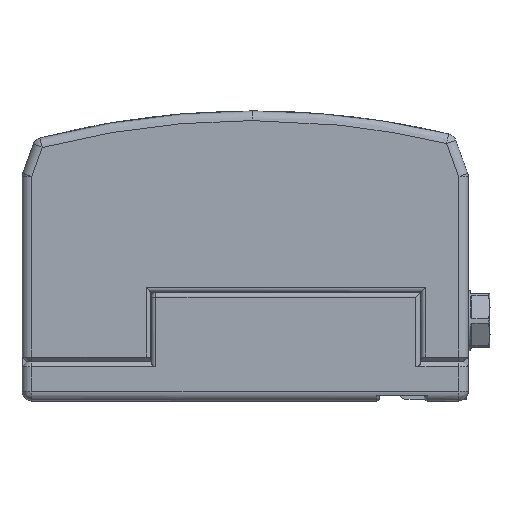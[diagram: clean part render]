
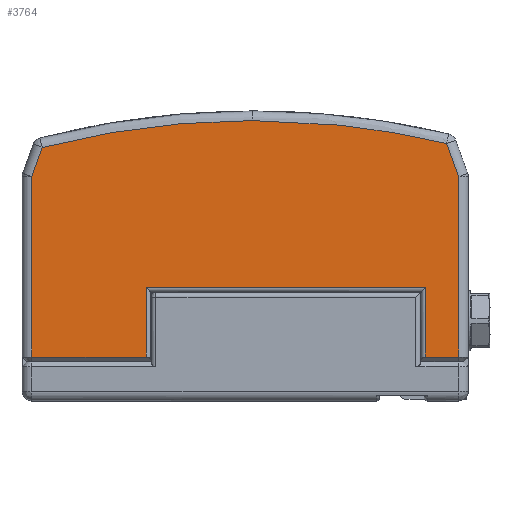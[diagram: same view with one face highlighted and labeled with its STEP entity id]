
A CAD part, front view. The second image highlights one B-rep face of the part: STEP entity #3764.
In plain terms, the highlighted planar face has unit normal (0, -1, 0).
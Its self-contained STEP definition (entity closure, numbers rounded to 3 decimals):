
#320 = CARTESIAN_POINT ( 'NONE',  ( 132.136, 0., 232.5 ) ) ;
#931 = VERTEX_POINT ( 'NONE', #91392 ) ;
#3606 = CARTESIAN_POINT ( 'NONE',  ( 191., 0., 128.695 ) ) ;
#3764 = ADVANCED_FACE ( 'NONE', ( #42496 ), #152803, .T. ) ;
#4521 = ORIENTED_EDGE ( 'NONE', *, *, #30235, .F. ) ;
#4852 = CARTESIAN_POINT ( 'NONE',  ( 362., 0., 186.089 ) ) ;
#9133 = ORIENTED_EDGE ( 'NONE', *, *, #104636, .F. ) ;
#10896 = VERTEX_POINT ( 'NONE', #113510 ) ;
#12224 = DIRECTION ( 'NONE',  ( 0., 0., 1. ) ) ;
#18037 = CARTESIAN_POINT ( 'NONE',  ( 352.021, 0., 213.505 ) ) ;
#19736 = CARTESIAN_POINT ( 'NONE',  ( 8., 0., 186.089 ) ) ;
#23816 = ORIENTED_EDGE ( 'NONE', *, *, #78730, .F. ) ;
#24172 = EDGE_CURVE ( 'NONE', #96885, #113677, #41866, .T. ) ;
#24580 = CARTESIAN_POINT ( 'NONE',  ( 103.134, 0., 128.695 ) ) ;
#26157 = CARTESIAN_POINT ( 'NONE',  ( 245.295, 0., 232.5 ) ) ;
#27027 = CARTESIAN_POINT ( 'NONE',  ( 299.217, 0., 226.139 ) ) ;
#28073 = EDGE_CURVE ( 'NONE', #170388, #61385, #52807, .T. ) ;
#30235 = EDGE_CURVE ( 'NONE', #10896, #150334, #131128, .T. ) ;
#36243 = ORIENTED_EDGE ( 'NONE', *, *, #163030, .T. ) ;
#37471 = CARTESIAN_POINT ( 'NONE',  ( 191., 0., 232.5 ) ) ;
#39321 = LINE ( 'NONE', #135509, #84019 ) ;
#40192 = DIRECTION ( 'NONE',  ( 0., 0., 1. ) ) ;
#41158 = CARTESIAN_POINT ( 'NONE',  ( 352.021, 0., 213.505 ) ) ;
#41866 = LINE ( 'NONE', #118057, #78386 ) ;
#42496 = FACE_OUTER_BOUND ( 'NONE', #129792, .T. ) ;
#43104 = EDGE_CURVE ( 'NONE', #53734, #931, #83447, .T. ) ;
#49611 = CARTESIAN_POINT ( 'NONE',  ( 16.779, 0., 210.21 ) ) ;
#50446 = EDGE_CURVE ( 'NONE', #115043, #96885, #39321, .T. ) ;
#51693 = ORIENTED_EDGE ( 'NONE', *, *, #24172, .T. ) ;
#52807 = LINE ( 'NONE', #24580, #127609 ) ;
#53734 = VERTEX_POINT ( 'NONE', #49611 ) ;
#57947 = ORIENTED_EDGE ( 'NONE', *, *, #28073, .T. ) ;
#59428 = LINE ( 'NONE', #141494, #117618 ) ;
#60086 = AXIS2_PLACEMENT_3D ( 'NONE', #3606, #98896, #109571 ) ;
#61320 = CARTESIAN_POINT ( 'NONE',  ( 16.779, 0., 210.21 ) ) ;
#61385 = VERTEX_POINT ( 'NONE', #87380 ) ;
#62949 = DIRECTION ( 'NONE',  ( 0., 0., -1. ) ) ;
#64174 = CARTESIAN_POINT ( 'NONE',  ( 334.488, 0., 36.5 ) ) ;
#65324 = LINE ( 'NONE', #93561, #79315 ) ;
#68320 = EDGE_CURVE ( 'NONE', #61385, #115043, #59428, .T. ) ;
#68324 = DIRECTION ( 'NONE',  ( 1., 0., 0. ) ) ;
#75421 = CARTESIAN_POINT ( 'NONE',  ( 73.747, 0., 225.03 ) ) ;
#75559 = ORIENTED_EDGE ( 'NONE', *, *, #117448, .F. ) ;
#78386 = VECTOR ( 'NONE', #68324, 1000. ) ;
#78730 = EDGE_CURVE ( 'NONE', #931, #122931, #170590, .T. ) ;
#79315 = VECTOR ( 'NONE', #119201, 1000. ) ;
#79406 = DIRECTION ( 'NONE',  ( 0.342, 0., -0.94 ) ) ;
#83447 =( BOUNDED_CURVE ( )  B_SPLINE_CURVE ( 3, ( #61320, #75421, #320, #37471 ),
 .UNSPECIFIED., .F., .F. ) 
 B_SPLINE_CURVE_WITH_KNOTS ( ( 4, 4 ),
 ( 0., 0.52 ),
 .UNSPECIFIED. ) 
 CURVE ( )  GEOMETRIC_REPRESENTATION_ITEM ( )  RATIONAL_B_SPLINE_CURVE ( ( 1., 0.995, 0.995, 1. ) ) 
 REPRESENTATION_ITEM ( '' )  );
#84019 = VECTOR ( 'NONE', #93131, 1000. ) ;
#84292 = ORIENTED_EDGE ( 'NONE', *, *, #107526, .F. ) ;
#87380 = CARTESIAN_POINT ( 'NONE',  ( 103.134, 0., 93.99 ) ) ;
#91392 = CARTESIAN_POINT ( 'NONE',  ( 191., 0., 232.5 ) ) ;
#93131 = DIRECTION ( 'NONE',  ( 0., 0., -1. ) ) ;
#93561 = CARTESIAN_POINT ( 'NONE',  ( 13.87, 0., 202.217 ) ) ;
#95140 = VECTOR ( 'NONE', #79406, 1000. ) ;
#96057 = ORIENTED_EDGE ( 'NONE', *, *, #68320, .T. ) ;
#96885 = VERTEX_POINT ( 'NONE', #64174 ) ;
#98896 = DIRECTION ( 'NONE',  ( 0., -1., 0. ) ) ;
#99991 = DIRECTION ( 'NONE',  ( 1., 0., 0. ) ) ;
#102618 = VECTOR ( 'NONE', #40192, 1000. ) ;
#104636 = EDGE_CURVE ( 'NONE', #150334, #53734, #65324, .T. ) ;
#105299 = LINE ( 'NONE', #117676, #153436 ) ;
#105981 = LINE ( 'NONE', #128977, #114851 ) ;
#107351 = CARTESIAN_POINT ( 'NONE',  ( 191., 0., 232.5 ) ) ;
#107526 = EDGE_CURVE ( 'NONE', #153383, #113677, #105299, .T. ) ;
#109571 = DIRECTION ( 'NONE',  ( 0., 0., -1. ) ) ;
#113510 = CARTESIAN_POINT ( 'NONE',  ( 8., 0., 36.5 ) ) ;
#113677 = VERTEX_POINT ( 'NONE', #120958 ) ;
#114851 = VECTOR ( 'NONE', #145741, 1000. ) ;
#115043 = VERTEX_POINT ( 'NONE', #147062 ) ;
#117448 = EDGE_CURVE ( 'NONE', #122931, #153383, #119134, .T. ) ;
#117618 = VECTOR ( 'NONE', #99991, 1000. ) ;
#117676 = CARTESIAN_POINT ( 'NONE',  ( 362., 0., 158.098 ) ) ;
#118057 = CARTESIAN_POINT ( 'NONE',  ( 191., 0., 36.5 ) ) ;
#119134 = LINE ( 'NONE', #130618, #95140 ) ;
#119201 = DIRECTION ( 'NONE',  ( 0.342, 0., 0.94 ) ) ;
#120958 = CARTESIAN_POINT ( 'NONE',  ( 362., 0., 36.5 ) ) ;
#122931 = VERTEX_POINT ( 'NONE', #18037 ) ;
#127609 = VECTOR ( 'NONE', #12224, 1000. ) ;
#128977 = CARTESIAN_POINT ( 'NONE',  ( 191., 0., 36.5 ) ) ;
#129792 = EDGE_LOOP ( 'NONE', ( #4521, #36243, #57947, #96057, #135241, #51693, #84292, #75559, #23816, #162626, #9133 ) ) ;
#130618 = CARTESIAN_POINT ( 'NONE',  ( 355.499, 0., 203.95 ) ) ;
#131128 = LINE ( 'NONE', #161163, #102618 ) ;
#135241 = ORIENTED_EDGE ( 'NONE', *, *, #50446, .T. ) ;
#135509 = CARTESIAN_POINT ( 'NONE',  ( 334.488, 0., 128.695 ) ) ;
#139792 = CARTESIAN_POINT ( 'NONE',  ( 103.134, 0., 36.5 ) ) ;
#141494 = CARTESIAN_POINT ( 'NONE',  ( 191., 0., 93.99 ) ) ;
#145741 = DIRECTION ( 'NONE',  ( 1., 0., 0. ) ) ;
#147062 = CARTESIAN_POINT ( 'NONE',  ( 334.488, 0., 93.99 ) ) ;
#150334 = VERTEX_POINT ( 'NONE', #19736 ) ;
#152803 = PLANE ( 'NONE',  #60086 ) ;
#153383 = VERTEX_POINT ( 'NONE', #4852 ) ;
#153436 = VECTOR ( 'NONE', #62949, 1000. ) ;
#161163 = CARTESIAN_POINT ( 'NONE',  ( 8., 0., 157.392 ) ) ;
#162626 = ORIENTED_EDGE ( 'NONE', *, *, #43104, .F. ) ;
#163030 = EDGE_CURVE ( 'NONE', #10896, #170388, #105981, .T. ) ;
#170388 = VERTEX_POINT ( 'NONE', #139792 ) ;
#170590 =( BOUNDED_CURVE ( )  B_SPLINE_CURVE ( 3, ( #107351, #26157, #27027, #41158 ),
 .UNSPECIFIED., .F., .F. ) 
 B_SPLINE_CURVE_WITH_KNOTS ( ( 4, 4 ),
 ( 0.52, 1. ),
 .UNSPECIFIED. ) 
 CURVE ( )  GEOMETRIC_REPRESENTATION_ITEM ( )  RATIONAL_B_SPLINE_CURVE ( ( 1., 0.995, 0.995, 1. ) ) 
 REPRESENTATION_ITEM ( '' )  );
